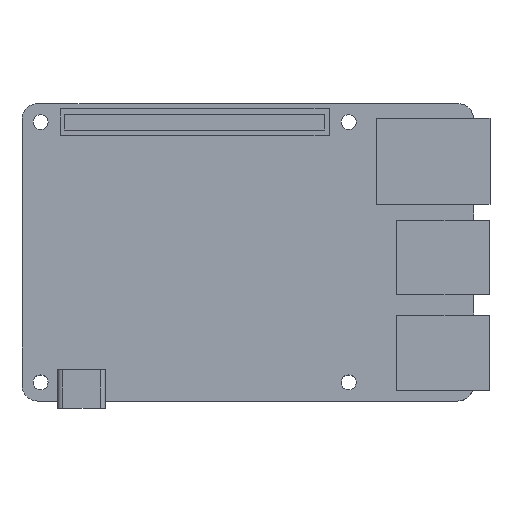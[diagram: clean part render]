
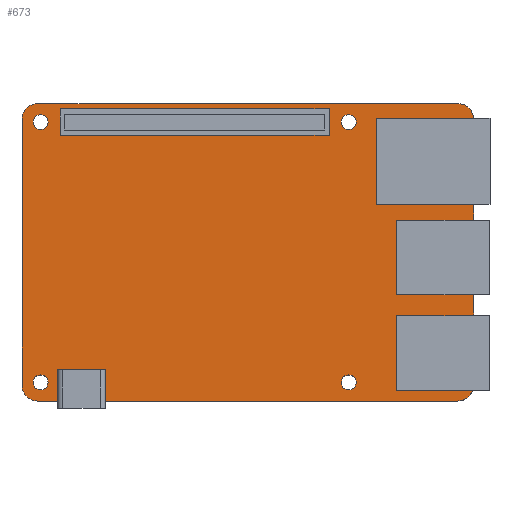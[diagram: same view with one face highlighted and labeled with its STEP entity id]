
A CAD part, top view. The second image highlights one B-rep face of the part: STEP entity #673.
In plain terms, the highlighted planar face has unit normal (0, 0, 1).
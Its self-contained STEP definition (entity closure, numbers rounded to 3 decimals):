
#454 = VERTEX_POINT('',#455);
#455 = CARTESIAN_POINT('',(6.7,5.9,1.6));
#461 = EDGE_CURVE('',#462,#454,#464,.T.);
#462 = VERTEX_POINT('',#463);
#463 = CARTESIAN_POINT('',(6.7,0.,1.6));
#464 = LINE('',#465,#466);
#465 = CARTESIAN_POINT('',(6.7,-1.4,1.6));
#466 = VECTOR('',#467,1.);
#467 = DIRECTION('',(0.,1.,0.));
#487 = VERTEX_POINT('',#488);
#488 = CARTESIAN_POINT('',(15.7,0.,1.6));
#494 = EDGE_CURVE('',#495,#487,#497,.T.);
#495 = VERTEX_POINT('',#496);
#496 = CARTESIAN_POINT('',(15.7,5.9,1.6));
#497 = LINE('',#498,#499);
#498 = CARTESIAN_POINT('',(15.7,5.9,1.6));
#499 = VECTOR('',#500,1.);
#500 = DIRECTION('',(0.,-1.,0.));
#610 = EDGE_CURVE('',#487,#611,#613,.T.);
#611 = VERTEX_POINT('',#612);
#612 = CARTESIAN_POINT('',(82.,0.,1.6));
#613 = LINE('',#614,#615);
#614 = CARTESIAN_POINT('',(3.,0.,1.6));
#615 = VECTOR('',#616,1.);
#616 = DIRECTION('',(1.,0.,0.));
#635 = VERTEX_POINT('',#636);
#636 = CARTESIAN_POINT('',(3.,0.,1.6));
#642 = EDGE_CURVE('',#635,#462,#643,.T.);
#643 = LINE('',#644,#645);
#644 = CARTESIAN_POINT('',(3.,0.,1.6));
#645 = VECTOR('',#646,1.);
#646 = DIRECTION('',(1.,0.,0.));
#661 = EDGE_CURVE('',#454,#495,#662,.T.);
#662 = LINE('',#663,#664);
#663 = CARTESIAN_POINT('',(6.7,5.9,1.6));
#664 = VECTOR('',#665,1.);
#665 = DIRECTION('',(1.,0.,0.));
#673 = ADVANCED_FACE('',(#674,#819,#830,#841,#852,#886),#897,.T.);
#674 = FACE_BOUND('',#675,.T.);
#675 = EDGE_LOOP('',(#676,#686,#694,#702,#711,#719,#728,#736,#743,#744,
    #745,#746,#747,#748,#757,#765,#773,#781,#789,#797,#805,#813));
#676 = ORIENTED_EDGE('',*,*,#677,.T.);
#677 = EDGE_CURVE('',#678,#680,#682,.T.);
#678 = VERTEX_POINT('',#679);
#679 = CARTESIAN_POINT('',(85.,37.,1.6));
#680 = VERTEX_POINT('',#681);
#681 = CARTESIAN_POINT('',(66.7,37.,1.6));
#682 = LINE('',#683,#684);
#683 = CARTESIAN_POINT('',(88.1,37.,1.6));
#684 = VECTOR('',#685,1.);
#685 = DIRECTION('',(-1.,0.,0.));
#686 = ORIENTED_EDGE('',*,*,#687,.T.);
#687 = EDGE_CURVE('',#680,#688,#690,.T.);
#688 = VERTEX_POINT('',#689);
#689 = CARTESIAN_POINT('',(66.7,53.2,1.6));
#690 = LINE('',#691,#692);
#691 = CARTESIAN_POINT('',(66.7,37.,1.6));
#692 = VECTOR('',#693,1.);
#693 = DIRECTION('',(0.,1.,0.));
#694 = ORIENTED_EDGE('',*,*,#695,.T.);
#695 = EDGE_CURVE('',#688,#696,#698,.T.);
#696 = VERTEX_POINT('',#697);
#697 = CARTESIAN_POINT('',(84.993,53.2,1.6));
#698 = LINE('',#699,#700);
#699 = CARTESIAN_POINT('',(66.7,53.2,1.6));
#700 = VECTOR('',#701,1.);
#701 = DIRECTION('',(1.,0.,0.));
#702 = ORIENTED_EDGE('',*,*,#703,.T.);
#703 = EDGE_CURVE('',#696,#704,#706,.T.);
#704 = VERTEX_POINT('',#705);
#705 = CARTESIAN_POINT('',(82.,56.,1.6));
#706 = CIRCLE('',#707,3.);
#707 = AXIS2_PLACEMENT_3D('',#708,#709,#710);
#708 = CARTESIAN_POINT('',(82.,53.,1.6));
#709 = DIRECTION('',(0.,0.,1.));
#710 = DIRECTION('',(1.,0.,0.));
#711 = ORIENTED_EDGE('',*,*,#712,.T.);
#712 = EDGE_CURVE('',#704,#713,#715,.T.);
#713 = VERTEX_POINT('',#714);
#714 = CARTESIAN_POINT('',(3.,56.,1.6));
#715 = LINE('',#716,#717);
#716 = CARTESIAN_POINT('',(82.,56.,1.6));
#717 = VECTOR('',#718,1.);
#718 = DIRECTION('',(-1.,0.,0.));
#719 = ORIENTED_EDGE('',*,*,#720,.T.);
#720 = EDGE_CURVE('',#713,#721,#723,.T.);
#721 = VERTEX_POINT('',#722);
#722 = CARTESIAN_POINT('',(0.,53.,1.6));
#723 = CIRCLE('',#724,3.);
#724 = AXIS2_PLACEMENT_3D('',#725,#726,#727);
#725 = CARTESIAN_POINT('',(3.,53.,1.6));
#726 = DIRECTION('',(0.,0.,1.));
#727 = DIRECTION('',(1.,0.,0.));
#728 = ORIENTED_EDGE('',*,*,#729,.T.);
#729 = EDGE_CURVE('',#721,#730,#732,.T.);
#730 = VERTEX_POINT('',#731);
#731 = CARTESIAN_POINT('',(0.,3.,1.6));
#732 = LINE('',#733,#734);
#733 = CARTESIAN_POINT('',(0.,53.,1.6));
#734 = VECTOR('',#735,1.);
#735 = DIRECTION('',(0.,-1.,0.));
#736 = ORIENTED_EDGE('',*,*,#737,.T.);
#737 = EDGE_CURVE('',#730,#635,#738,.T.);
#738 = CIRCLE('',#739,3.);
#739 = AXIS2_PLACEMENT_3D('',#740,#741,#742);
#740 = CARTESIAN_POINT('',(3.,3.,1.6));
#741 = DIRECTION('',(0.,0.,1.));
#742 = DIRECTION('',(1.,0.,0.));
#743 = ORIENTED_EDGE('',*,*,#642,.T.);
#744 = ORIENTED_EDGE('',*,*,#461,.T.);
#745 = ORIENTED_EDGE('',*,*,#661,.T.);
#746 = ORIENTED_EDGE('',*,*,#494,.T.);
#747 = ORIENTED_EDGE('',*,*,#610,.T.);
#748 = ORIENTED_EDGE('',*,*,#749,.T.);
#749 = EDGE_CURVE('',#611,#750,#752,.T.);
#750 = VERTEX_POINT('',#751);
#751 = CARTESIAN_POINT('',(84.828,2.,1.6));
#752 = CIRCLE('',#753,3.);
#753 = AXIS2_PLACEMENT_3D('',#754,#755,#756);
#754 = CARTESIAN_POINT('',(82.,3.,1.6));
#755 = DIRECTION('',(0.,0.,1.));
#756 = DIRECTION('',(1.,0.,0.));
#757 = ORIENTED_EDGE('',*,*,#758,.T.);
#758 = EDGE_CURVE('',#750,#759,#761,.T.);
#759 = VERTEX_POINT('',#760);
#760 = CARTESIAN_POINT('',(70.5,2.,1.6));
#761 = LINE('',#762,#763);
#762 = CARTESIAN_POINT('',(88.,2.,1.6));
#763 = VECTOR('',#764,1.);
#764 = DIRECTION('',(-1.,0.,0.));
#765 = ORIENTED_EDGE('',*,*,#766,.T.);
#766 = EDGE_CURVE('',#759,#767,#769,.T.);
#767 = VERTEX_POINT('',#768);
#768 = CARTESIAN_POINT('',(70.5,16.,1.6));
#769 = LINE('',#770,#771);
#770 = CARTESIAN_POINT('',(70.5,2.,1.6));
#771 = VECTOR('',#772,1.);
#772 = DIRECTION('',(0.,1.,0.));
#773 = ORIENTED_EDGE('',*,*,#774,.T.);
#774 = EDGE_CURVE('',#767,#775,#777,.T.);
#775 = VERTEX_POINT('',#776);
#776 = CARTESIAN_POINT('',(85.,16.,1.6));
#777 = LINE('',#778,#779);
#778 = CARTESIAN_POINT('',(70.5,16.,1.6));
#779 = VECTOR('',#780,1.);
#780 = DIRECTION('',(1.,0.,0.));
#781 = ORIENTED_EDGE('',*,*,#782,.T.);
#782 = EDGE_CURVE('',#775,#783,#785,.T.);
#783 = VERTEX_POINT('',#784);
#784 = CARTESIAN_POINT('',(85.,20.,1.6));
#785 = LINE('',#786,#787);
#786 = CARTESIAN_POINT('',(85.,3.,1.6));
#787 = VECTOR('',#788,1.);
#788 = DIRECTION('',(0.,1.,0.));
#789 = ORIENTED_EDGE('',*,*,#790,.T.);
#790 = EDGE_CURVE('',#783,#791,#793,.T.);
#791 = VERTEX_POINT('',#792);
#792 = CARTESIAN_POINT('',(70.5,20.,1.6));
#793 = LINE('',#794,#795);
#794 = CARTESIAN_POINT('',(88.,20.,1.6));
#795 = VECTOR('',#796,1.);
#796 = DIRECTION('',(-1.,0.,0.));
#797 = ORIENTED_EDGE('',*,*,#798,.T.);
#798 = EDGE_CURVE('',#791,#799,#801,.T.);
#799 = VERTEX_POINT('',#800);
#800 = CARTESIAN_POINT('',(70.5,34.,1.6));
#801 = LINE('',#802,#803);
#802 = CARTESIAN_POINT('',(70.5,20.,1.6));
#803 = VECTOR('',#804,1.);
#804 = DIRECTION('',(0.,1.,0.));
#805 = ORIENTED_EDGE('',*,*,#806,.T.);
#806 = EDGE_CURVE('',#799,#807,#809,.T.);
#807 = VERTEX_POINT('',#808);
#808 = CARTESIAN_POINT('',(85.,34.,1.6));
#809 = LINE('',#810,#811);
#810 = CARTESIAN_POINT('',(70.5,34.,1.6));
#811 = VECTOR('',#812,1.);
#812 = DIRECTION('',(1.,0.,0.));
#813 = ORIENTED_EDGE('',*,*,#814,.T.);
#814 = EDGE_CURVE('',#807,#678,#815,.T.);
#815 = LINE('',#816,#817);
#816 = CARTESIAN_POINT('',(85.,3.,1.6));
#817 = VECTOR('',#818,1.);
#818 = DIRECTION('',(0.,1.,0.));
#819 = FACE_BOUND('',#820,.T.);
#820 = EDGE_LOOP('',(#821));
#821 = ORIENTED_EDGE('',*,*,#822,.F.);
#822 = EDGE_CURVE('',#823,#823,#825,.T.);
#823 = VERTEX_POINT('',#824);
#824 = CARTESIAN_POINT('',(4.9,3.5,1.6));
#825 = CIRCLE('',#826,1.4);
#826 = AXIS2_PLACEMENT_3D('',#827,#828,#829);
#827 = CARTESIAN_POINT('',(3.5,3.5,1.6));
#828 = DIRECTION('',(0.,0.,1.));
#829 = DIRECTION('',(1.,0.,0.));
#830 = FACE_BOUND('',#831,.T.);
#831 = EDGE_LOOP('',(#832));
#832 = ORIENTED_EDGE('',*,*,#833,.F.);
#833 = EDGE_CURVE('',#834,#834,#836,.T.);
#834 = VERTEX_POINT('',#835);
#835 = CARTESIAN_POINT('',(62.9,3.5,1.6));
#836 = CIRCLE('',#837,1.4);
#837 = AXIS2_PLACEMENT_3D('',#838,#839,#840);
#838 = CARTESIAN_POINT('',(61.5,3.5,1.6));
#839 = DIRECTION('',(0.,0.,1.));
#840 = DIRECTION('',(1.,0.,0.));
#841 = FACE_BOUND('',#842,.T.);
#842 = EDGE_LOOP('',(#843));
#843 = ORIENTED_EDGE('',*,*,#844,.F.);
#844 = EDGE_CURVE('',#845,#845,#847,.T.);
#845 = VERTEX_POINT('',#846);
#846 = CARTESIAN_POINT('',(4.9,52.5,1.6));
#847 = CIRCLE('',#848,1.4);
#848 = AXIS2_PLACEMENT_3D('',#849,#850,#851);
#849 = CARTESIAN_POINT('',(3.5,52.5,1.6));
#850 = DIRECTION('',(0.,0.,1.));
#851 = DIRECTION('',(1.,0.,0.));
#852 = FACE_BOUND('',#853,.T.);
#853 = EDGE_LOOP('',(#854,#864,#872,#880));
#854 = ORIENTED_EDGE('',*,*,#855,.T.);
#855 = EDGE_CURVE('',#856,#858,#860,.T.);
#856 = VERTEX_POINT('',#857);
#857 = CARTESIAN_POINT('',(7.2,50.,1.6));
#858 = VERTEX_POINT('',#859);
#859 = CARTESIAN_POINT('',(7.2,55.,1.6));
#860 = LINE('',#861,#862);
#861 = CARTESIAN_POINT('',(7.2,50.,1.6));
#862 = VECTOR('',#863,1.);
#863 = DIRECTION('',(0.,1.,0.));
#864 = ORIENTED_EDGE('',*,*,#865,.T.);
#865 = EDGE_CURVE('',#858,#866,#868,.T.);
#866 = VERTEX_POINT('',#867);
#867 = CARTESIAN_POINT('',(57.8,55.,1.6));
#868 = LINE('',#869,#870);
#869 = CARTESIAN_POINT('',(7.2,55.,1.6));
#870 = VECTOR('',#871,1.);
#871 = DIRECTION('',(1.,0.,0.));
#872 = ORIENTED_EDGE('',*,*,#873,.T.);
#873 = EDGE_CURVE('',#866,#874,#876,.T.);
#874 = VERTEX_POINT('',#875);
#875 = CARTESIAN_POINT('',(57.8,50.,1.6));
#876 = LINE('',#877,#878);
#877 = CARTESIAN_POINT('',(57.8,55.,1.6));
#878 = VECTOR('',#879,1.);
#879 = DIRECTION('',(0.,-1.,0.));
#880 = ORIENTED_EDGE('',*,*,#881,.T.);
#881 = EDGE_CURVE('',#874,#856,#882,.T.);
#882 = LINE('',#883,#884);
#883 = CARTESIAN_POINT('',(57.8,50.,1.6));
#884 = VECTOR('',#885,1.);
#885 = DIRECTION('',(-1.,0.,0.));
#886 = FACE_BOUND('',#887,.T.);
#887 = EDGE_LOOP('',(#888));
#888 = ORIENTED_EDGE('',*,*,#889,.F.);
#889 = EDGE_CURVE('',#890,#890,#892,.T.);
#890 = VERTEX_POINT('',#891);
#891 = CARTESIAN_POINT('',(62.9,52.5,1.6));
#892 = CIRCLE('',#893,1.4);
#893 = AXIS2_PLACEMENT_3D('',#894,#895,#896);
#894 = CARTESIAN_POINT('',(61.5,52.5,1.6));
#895 = DIRECTION('',(0.,0.,1.));
#896 = DIRECTION('',(1.,0.,0.));
#897 = PLANE('',#898);
#898 = AXIS2_PLACEMENT_3D('',#899,#900,#901);
#899 = CARTESIAN_POINT('',(42.5,28.,1.6));
#900 = DIRECTION('',(0.,0.,1.));
#901 = DIRECTION('',(1.,0.,0.));
